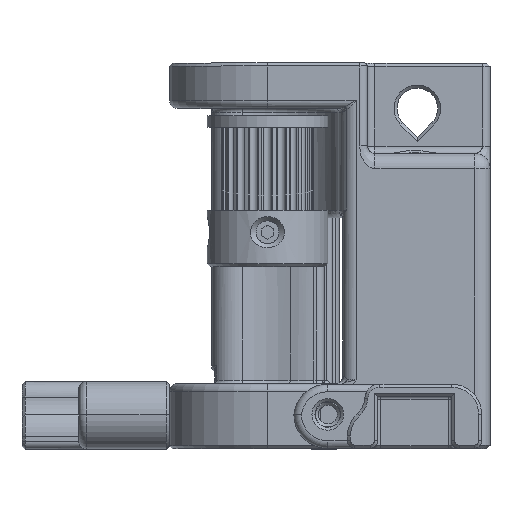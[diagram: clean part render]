
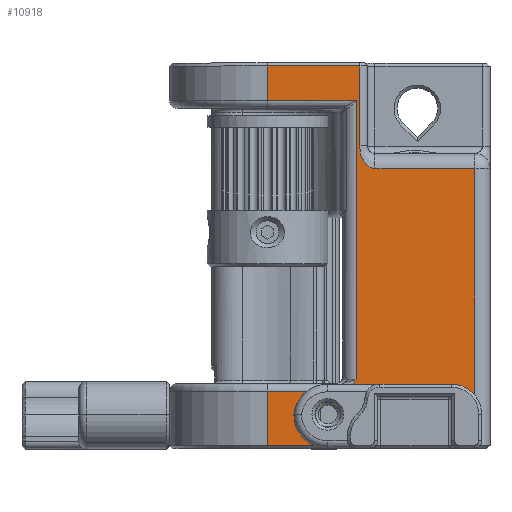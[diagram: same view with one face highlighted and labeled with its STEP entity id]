
A CAD part, top view. The second image highlights one B-rep face of the part: STEP entity #10918.
In plain terms, the highlighted planar face has unit normal (0, 0, 1).
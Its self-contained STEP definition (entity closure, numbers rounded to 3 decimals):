
#222=B_SPLINE_CURVE_WITH_KNOTS('',3,(#17645,#17646,#17647,#17648,#17649,
#17650,#17651,#17652,#17653),.UNSPECIFIED.,.F.,.F.,(4,1,1,1,1,1,4),(-1.,
-0.857,-0.714,-0.571,-0.286,
-0.143,0.),.UNSPECIFIED.);
#223=B_SPLINE_CURVE_WITH_KNOTS('',3,(#17665,#17666,#17667,#17668,#17669,
#17670,#17671,#17672,#17673,#17674,#17675,#17676),.UNSPECIFIED.,.F.,.F.,
(4,1,1,1,1,1,1,2,4),(0.,0.108,0.135,0.162,
0.189,0.216,0.243,0.27,
0.27),.UNSPECIFIED.);
#334=FACE_BOUND('',#2203,.T.);
#695=CIRCLE('',#11765,1.65);
#699=CIRCLE('',#11771,1.5);
#700=CIRCLE('',#11772,1.5);
#1509=FACE_OUTER_BOUND('',#2202,.T.);
#2202=EDGE_LOOP('',(#8301,#8302,#8303,#8304,#8305,#8306,#8307,#8308,#8309,
#8310,#8311,#8312,#8313,#8314,#8315,#8316,#8317,#8318));
#2203=EDGE_LOOP('',(#8319));
#3140=LINE('',#17627,#4052);
#3141=LINE('',#17629,#4053);
#3142=LINE('',#17633,#4054);
#3143=LINE('',#17637,#4055);
#3144=LINE('',#17639,#4056);
#3145=LINE('',#17641,#4057);
#3146=LINE('',#17643,#4058);
#3147=LINE('',#17655,#4059);
#3148=LINE('',#17657,#4060);
#3149=LINE('',#17659,#4061);
#3150=LINE('',#17661,#4062);
#3151=LINE('',#17663,#4063);
#3152=LINE('',#17678,#4064);
#3153=LINE('',#17679,#4065);
#4052=VECTOR('',#13844,10.);
#4053=VECTOR('',#13845,10.);
#4054=VECTOR('',#13848,10.);
#4055=VECTOR('',#13851,10.);
#4056=VECTOR('',#13852,10.);
#4057=VECTOR('',#13853,10.);
#4058=VECTOR('',#13854,10.);
#4059=VECTOR('',#13855,10.);
#4060=VECTOR('',#13856,10.);
#4061=VECTOR('',#13857,10.);
#4062=VECTOR('',#13858,10.);
#4063=VECTOR('',#13859,10.);
#4064=VECTOR('',#13860,10.);
#4065=VECTOR('',#13861,10.);
#4872=VERTEX_POINT('',#17614);
#4875=VERTEX_POINT('',#17625);
#4876=VERTEX_POINT('',#17626);
#4877=VERTEX_POINT('',#17628);
#4878=VERTEX_POINT('',#17630);
#4879=VERTEX_POINT('',#17632);
#4880=VERTEX_POINT('',#17634);
#4881=VERTEX_POINT('',#17636);
#4882=VERTEX_POINT('',#17638);
#4883=VERTEX_POINT('',#17640);
#4884=VERTEX_POINT('',#17642);
#4885=VERTEX_POINT('',#17644);
#4886=VERTEX_POINT('',#17654);
#4887=VERTEX_POINT('',#17656);
#4888=VERTEX_POINT('',#17658);
#4889=VERTEX_POINT('',#17660);
#4890=VERTEX_POINT('',#17662);
#4891=VERTEX_POINT('',#17664);
#4892=VERTEX_POINT('',#17677);
#6086=EDGE_CURVE('',#4872,#4872,#695,.T.);
#6092=EDGE_CURVE('',#4875,#4876,#3140,.T.);
#6093=EDGE_CURVE('',#4877,#4875,#3141,.T.);
#6094=EDGE_CURVE('',#4878,#4877,#699,.T.);
#6095=EDGE_CURVE('',#4879,#4878,#3142,.T.);
#6096=EDGE_CURVE('',#4880,#4879,#700,.T.);
#6097=EDGE_CURVE('',#4881,#4880,#3143,.T.);
#6098=EDGE_CURVE('',#4882,#4881,#3144,.T.);
#6099=EDGE_CURVE('',#4883,#4882,#3145,.T.);
#6100=EDGE_CURVE('',#4884,#4883,#3146,.T.);
#6101=EDGE_CURVE('',#4885,#4884,#222,.T.);
#6102=EDGE_CURVE('',#4886,#4885,#3147,.T.);
#6103=EDGE_CURVE('',#4887,#4886,#3148,.T.);
#6104=EDGE_CURVE('',#4888,#4887,#3149,.T.);
#6105=EDGE_CURVE('',#4889,#4888,#3150,.T.);
#6106=EDGE_CURVE('',#4889,#4890,#3151,.T.);
#6107=EDGE_CURVE('',#4891,#4890,#223,.T.);
#6108=EDGE_CURVE('',#4892,#4891,#3152,.T.);
#6109=EDGE_CURVE('',#4892,#4876,#3153,.T.);
#8301=ORIENTED_EDGE('',*,*,#6092,.F.);
#8302=ORIENTED_EDGE('',*,*,#6093,.F.);
#8303=ORIENTED_EDGE('',*,*,#6094,.F.);
#8304=ORIENTED_EDGE('',*,*,#6095,.F.);
#8305=ORIENTED_EDGE('',*,*,#6096,.F.);
#8306=ORIENTED_EDGE('',*,*,#6097,.F.);
#8307=ORIENTED_EDGE('',*,*,#6098,.F.);
#8308=ORIENTED_EDGE('',*,*,#6099,.F.);
#8309=ORIENTED_EDGE('',*,*,#6100,.F.);
#8310=ORIENTED_EDGE('',*,*,#6101,.F.);
#8311=ORIENTED_EDGE('',*,*,#6102,.F.);
#8312=ORIENTED_EDGE('',*,*,#6103,.F.);
#8313=ORIENTED_EDGE('',*,*,#6104,.F.);
#8314=ORIENTED_EDGE('',*,*,#6105,.F.);
#8315=ORIENTED_EDGE('',*,*,#6106,.T.);
#8316=ORIENTED_EDGE('',*,*,#6107,.F.);
#8317=ORIENTED_EDGE('',*,*,#6108,.F.);
#8318=ORIENTED_EDGE('',*,*,#6109,.T.);
#8319=ORIENTED_EDGE('',*,*,#6086,.F.);
#10572=PLANE('',#11770);
#10918=ADVANCED_FACE('',(#1509,#334),#10572,.T.);
#11765=AXIS2_PLACEMENT_3D('',#17615,#13830,#13831);
#11770=AXIS2_PLACEMENT_3D('',#17624,#13842,#13843);
#11771=AXIS2_PLACEMENT_3D('',#17631,#13846,#13847);
#11772=AXIS2_PLACEMENT_3D('',#17635,#13849,#13850);
#13830=DIRECTION('center_axis',(0.,0.,1.));
#13831=DIRECTION('ref_axis',(0.,-1.,0.));
#13842=DIRECTION('center_axis',(0.,0.,1.));
#13843=DIRECTION('ref_axis',(-1.,0.,0.));
#13844=DIRECTION('',(-1.,0.,0.));
#13845=DIRECTION('',(0.,-1.,0.));
#13846=DIRECTION('center_axis',(0.,0.,1.));
#13847=DIRECTION('ref_axis',(-0.707,0.707,0.));
#13848=DIRECTION('',(-1.,0.,0.));
#13849=DIRECTION('center_axis',(0.,0.,1.));
#13850=DIRECTION('ref_axis',(0.707,0.707,0.));
#13851=DIRECTION('',(0.,1.,0.));
#13852=DIRECTION('',(-1.,0.,0.));
#13853=DIRECTION('',(0.,-1.,0.));
#13854=DIRECTION('',(1.,0.,0.));
#13855=DIRECTION('',(0.,-1.,0.));
#13856=DIRECTION('',(1.,0.,0.));
#13857=DIRECTION('',(0.,1.,0.));
#13858=DIRECTION('',(-1.,0.,0.));
#13859=DIRECTION('',(0.,-1.,0.));
#13860=DIRECTION('',(1.,0.,0.));
#13861=DIRECTION('',(0.,-1.,0.));
#17614=CARTESIAN_POINT('',(-1.504,6.15,-257.504));
#17615=CARTESIAN_POINT('Origin',(-1.504,4.5,-257.504));
#17624=CARTESIAN_POINT('Origin',(9.996,8.6,-257.504));
#17625=CARTESIAN_POINT('',(3.996,0.4,-257.504));
#17626=CARTESIAN_POINT('',(-9.504,0.4,-257.504));
#17627=CARTESIAN_POINT('',(4.371,0.4,-257.504));
#17628=CARTESIAN_POINT('',(3.996,6.5,-257.504));
#17629=CARTESIAN_POINT('',(3.996,4.3,-257.504));
#17630=CARTESIAN_POINT('',(5.496,8.,-257.504));
#17631=CARTESIAN_POINT('Origin',(5.496,6.5,-257.504));
#17632=CARTESIAN_POINT('',(14.496,8.,-257.504));
#17633=CARTESIAN_POINT('',(9.996,8.,-257.504));
#17634=CARTESIAN_POINT('',(15.996,6.5,-257.504));
#17635=CARTESIAN_POINT('Origin',(14.496,6.5,-257.504));
#17636=CARTESIAN_POINT('',(15.996,0.4,-257.504));
#17637=CARTESIAN_POINT('',(15.996,4.3,-257.504));
#17638=CARTESIAN_POINT('',(17.996,0.4,-257.504));
#17639=CARTESIAN_POINT('',(4.371,0.4,-257.504));
#17640=CARTESIAN_POINT('',(17.996,37.1,-257.504));
#17641=CARTESIAN_POINT('',(17.996,8.6,-257.504));
#17642=CARTESIAN_POINT('',(4.746,37.1,-257.504));
#17643=CARTESIAN_POINT('',(9.996,37.1,-257.504));
#17644=CARTESIAN_POINT('',(2.746,40.1,-257.504));
#17645=CARTESIAN_POINT('Ctrl Pts',(2.746,40.1,-257.504));
#17646=CARTESIAN_POINT('Ctrl Pts',(2.746,39.922,-257.504));
#17647=CARTESIAN_POINT('Ctrl Pts',(2.754,39.543,-257.504));
#17648=CARTESIAN_POINT('Ctrl Pts',(2.857,38.942,-257.504));
#17649=CARTESIAN_POINT('Ctrl Pts',(3.145,38.166,-257.504));
#17650=CARTESIAN_POINT('Ctrl Pts',(3.637,37.532,-257.504));
#17651=CARTESIAN_POINT('Ctrl Pts',(4.232,37.172,-257.504));
#17652=CARTESIAN_POINT('Ctrl Pts',(4.568,37.1,-257.504));
#17653=CARTESIAN_POINT('Ctrl Pts',(4.746,37.1,-257.504));
#17654=CARTESIAN_POINT('',(2.746,50.7,-257.504));
#17655=CARTESIAN_POINT('',(2.746,23.85,-257.504));
#17656=CARTESIAN_POINT('',(-9.504,50.7,-257.504));
#17657=CARTESIAN_POINT('',(4.371,50.7,-257.504));
#17658=CARTESIAN_POINT('',(-9.504,46.1,-257.504));
#17659=CARTESIAN_POINT('',(-9.504,45.1,-257.504));
#17660=CARTESIAN_POINT('',(2.246,46.1,-257.504));
#17661=CARTESIAN_POINT('',(4.371,46.1,-257.504));
#17662=CARTESIAN_POINT('',(2.246,9.1,-257.504));
#17663=CARTESIAN_POINT('',(2.246,45.1,-257.504));
#17664=CARTESIAN_POINT('',(0.125,7.6,-257.504));
#17665=CARTESIAN_POINT('Ctrl Pts',(0.125,7.6,-257.504));
#17666=CARTESIAN_POINT('Ctrl Pts',(0.484,7.6,-257.504));
#17667=CARTESIAN_POINT('Ctrl Pts',(0.93,7.75,-257.504));
#17668=CARTESIAN_POINT('Ctrl Pts',(1.368,8.07,-257.504));
#17669=CARTESIAN_POINT('Ctrl Pts',(1.568,8.25,-257.504));
#17670=CARTESIAN_POINT('Ctrl Pts',(1.753,8.447,-257.504));
#17671=CARTESIAN_POINT('Ctrl Pts',(1.925,8.657,-257.504));
#17672=CARTESIAN_POINT('Ctrl Pts',(2.087,8.875,-257.504));
#17673=CARTESIAN_POINT('Ctrl Pts',(2.191,9.022,-257.504));
#17674=CARTESIAN_POINT('Ctrl Pts',(2.244,9.097,-257.504));
#17675=CARTESIAN_POINT('Ctrl Pts',(2.245,9.099,-257.504));
#17676=CARTESIAN_POINT('Ctrl Pts',(2.246,9.1,-257.504));
#17677=CARTESIAN_POINT('',(-9.504,7.6,-257.504));
#17678=CARTESIAN_POINT('',(4.371,7.6,-257.504));
#17679=CARTESIAN_POINT('',(-9.504,0.,-257.504));
